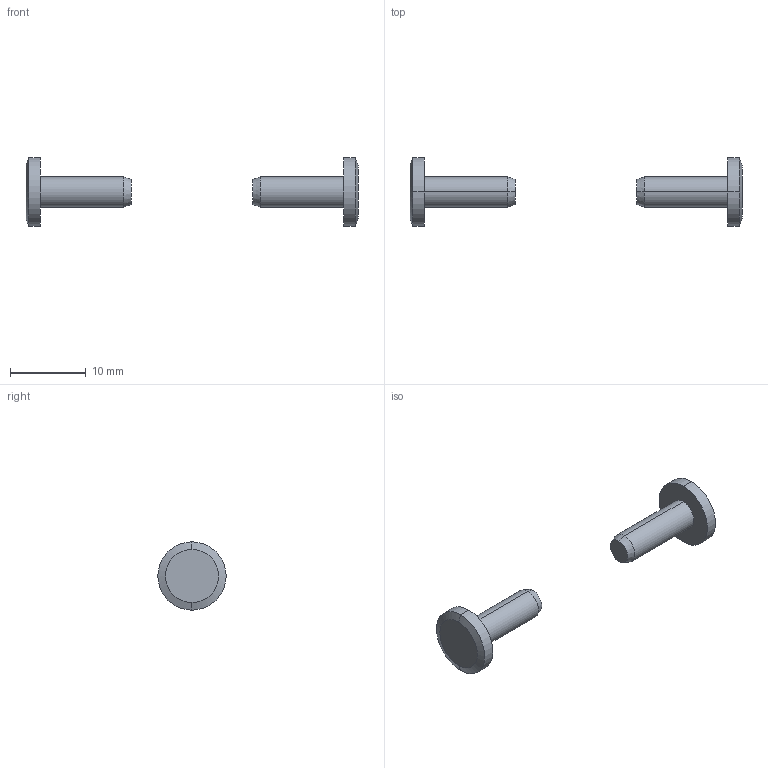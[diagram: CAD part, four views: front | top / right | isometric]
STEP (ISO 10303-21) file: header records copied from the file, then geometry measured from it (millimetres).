
FILE_DESCRIPTION (( 'STEP AP214' ), '1' );
FILE_NAME ('INGUN_47730.STEP', '2021-05-03T14:07:27', ( '' ), ( '' ), 'SwSTEP 2.0', 'SolidWorks 2018', '' );
FILE_SCHEMA (( 'AUTOMOTIVE_DESIGN' ));
Length unit declared in the file: millimetre
Products named in the file (2): INGUN_47730; 47712~0_S
Assembly tree (2 placements, depth 2):
  INGUN_47730
    47712~0_S  x2
Bounding box: 43.8 x 9 x 9 mm (x, y, z)
Volume: 529.5 mm3; surface area: 637 mm2
Topology: 2 solids, 2 shells, 22 faces, 40 edges, 24 vertices
Faces by surface type: cone 8, cylinder 8, plane 6
Entity records: 348 total; most frequent: DIRECTION 64, CARTESIAN_POINT 48, ORIENTED_EDGE 40, AXIS2_PLACEMENT_3D 28, EDGE_CURVE 20, VERTEX_POINT 12, EDGE_LOOP 12, CIRCLE 12
